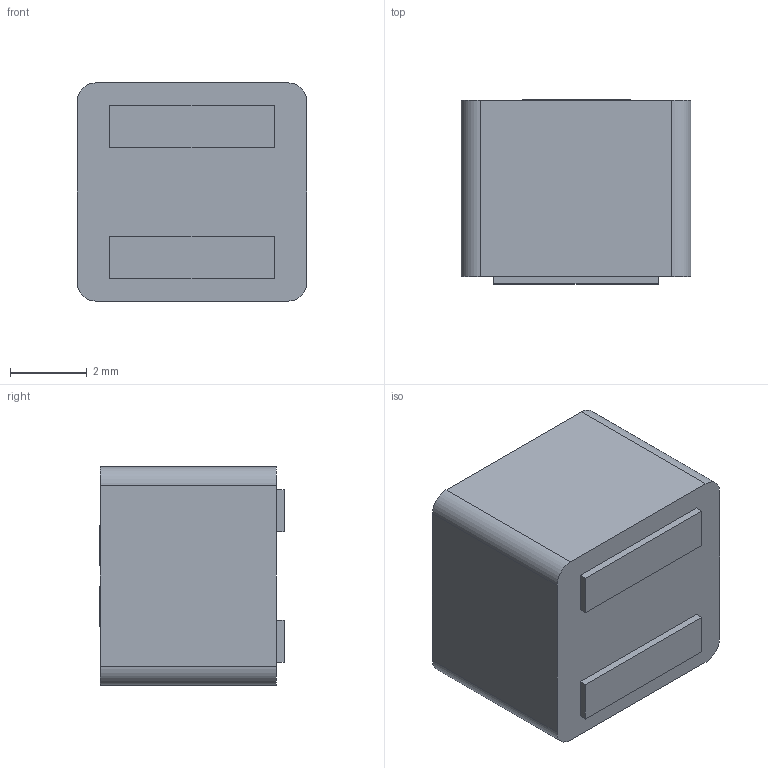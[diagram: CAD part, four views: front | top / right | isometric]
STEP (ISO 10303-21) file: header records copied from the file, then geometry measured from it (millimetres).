
FILE_DESCRIPTION (( 'STEP AP214' ), '1' );
FILE_NAME ('SRP5050FA-xxxM1.STEP', '2024-07-26T11:24:20', ( '' ), ( '' ), 'SwSTEP 2.0', 'SolidWorks 2022', '' );
FILE_SCHEMA (( 'AUTOMOTIVE_DESIGN' ));
Length unit declared in the file: millimetre
Products named in the file (1): SRP5050FA-xxxM1
Bounding box: 6 x 4.81 x 5.7 mm (x, y, z)
Volume: 158.2 mm3; surface area: 176.3 mm2
Topology: 1 solids, 1 shells, 128 faces, 339 edges, 226 vertices
Faces by surface type: bspline 77, plane 47, cylinder 4
Entity records: 5063 total; most frequent: CARTESIAN_POINT 2224, ORIENTED_EDGE 678, EDGE_CURVE 339, DIRECTION 277, VERTEX_POINT 226, B_SPLINE_CURVE_WITH_KNOTS 174, LINE 157, VECTOR 157
